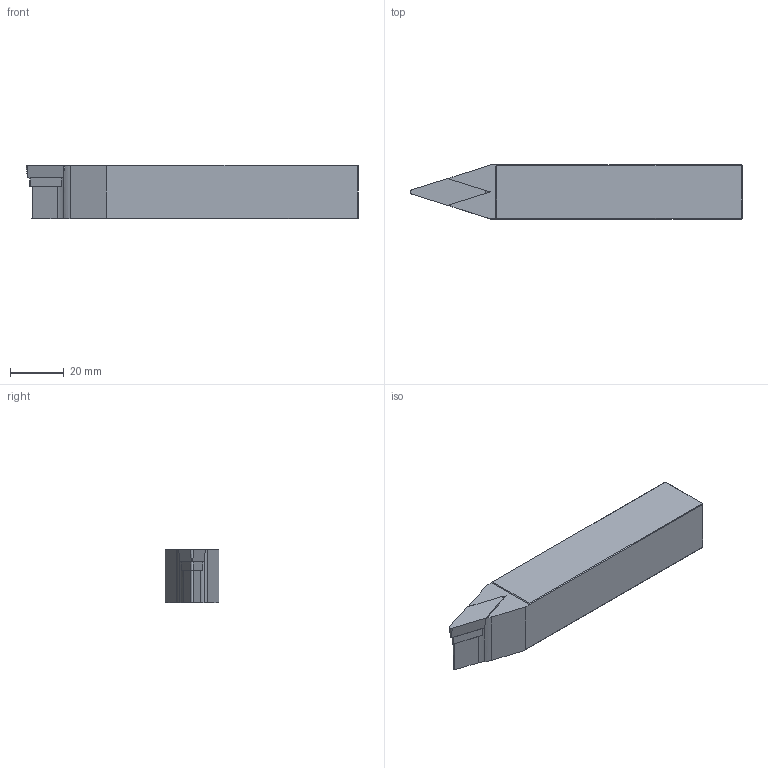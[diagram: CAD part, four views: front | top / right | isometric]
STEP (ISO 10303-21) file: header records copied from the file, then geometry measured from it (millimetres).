
FILE_DESCRIPTION(/* description */ (''),/* implementation_level */ '2;1');
FILE_NAME(/* name */ 'SVVCN-2020-K16.stp',/* time_stamp */ '2023-10-09T17:29:38+03:00',/* author */ (''),/* organization */ (''),/* preprocessor_version */ 'ST-DEVELOPER v19.4',/* originating_system */ 'SIEMENS PLM Software NX2306.3001',/* authorisation */ '');
FILE_SCHEMA (('AUTOMOTIVE_DESIGN { 1 0 10303 214 3 1 1 1 }'));
Length unit declared in the file: millimetre
Products named in the file (1): model1
Bounding box: 123.14 x 20 x 20 mm (x, y, z)
Volume: 43123.1 mm3; surface area: 10112.7 mm2
Topology: 2 solids, 2 shells, 43 faces, 103 edges, 64 vertices
Faces by surface type: plane 35, cylinder 6, cone 2
Entity records: 1313 total; most frequent: DIRECTION 213, CARTESIAN_POINT 211, ORIENTED_EDGE 206, EDGE_CURVE 103, LINE 81, VECTOR 81, AXIS2_PLACEMENT_3D 66, VERTEX_POINT 64
